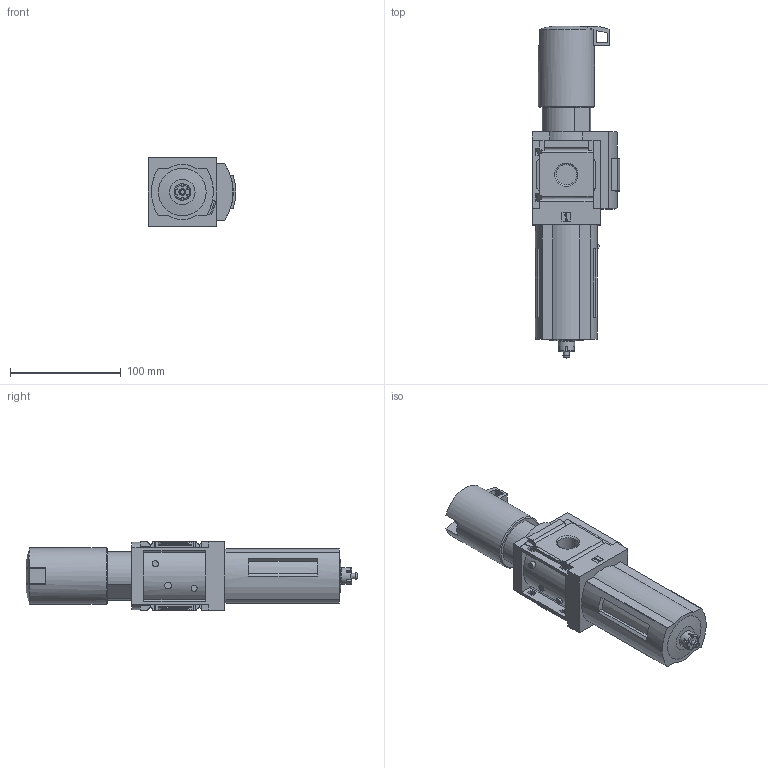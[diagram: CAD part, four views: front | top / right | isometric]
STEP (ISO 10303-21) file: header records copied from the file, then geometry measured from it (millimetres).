
FILE_DESCRIPTION(/* description */ ('STEP AP214'),/* implementation_level */ '2;1');
FILE_NAME(/* name */ '589898_MS6-LFR-1_2-D6-E-R-M-RG-AS',/* time_stamp */ '2024-09-10T17:50:27+02:00',/* author */ ('License CC BY-ND 4.0'),/* organization */ ('CADENAS'),/* preprocessor_version */ 'ST-DEVELOPER v19.3',/* originating_system */ 'PARTsolutions',/* authorisation */ ' ');
FILE_SCHEMA (('MODEL_BASED_INTEGRATED_MANUFACTURING_SCHEMA','AUTOMOTIVE_DESIGN {1 0 10303 214 3 1 1}'));
Length unit declared in the file: millimetre
Products named in the file (3): 589898 MS6-LFR-1/2-D6-E-R-M-RG-AS; 526490 MS6-LFR-1/2-D6-ERM-RG-AS0D; KOND MS6-1-1
Assembly tree (2 placements, depth 2):
  589898 MS6-LFR-1/2-D6-E-R-M-RG-AS
    526490 MS6-LFR-1/2-D6-ERM-RG-AS0D
    KOND MS6-1-1
Bounding box: 79.5 x 300.3 x 62 mm (x, y, z)
Volume: 745595.2 mm3; surface area: 78269.2 mm2
Topology: 2 solids, 2 shells, 292 faces, 795 edges, 525 vertices
Faces by surface type: plane 210, cylinder 61, torus 10, cone 10, sphere 1
Full cylindrical faces by diameter (mm): 3.8 x1, 5 x1, 5.5 x2, 10 x1, 15 x1, 18.631 x2, 51 x1
Entity records: 10967 total; most frequent: CARTESIAN_POINT 1681, ORIENTED_EDGE 1550, DIRECTION 1531, EDGE_CURVE 775, LINE 569, VECTOR 569, VERTEX_POINT 521, AXIS2_PLACEMENT_3D 481
